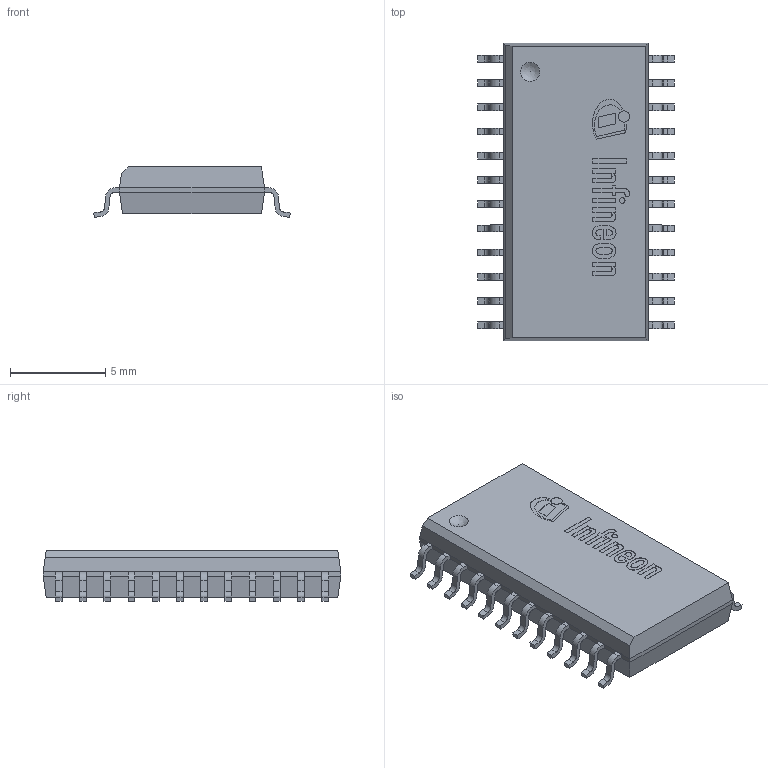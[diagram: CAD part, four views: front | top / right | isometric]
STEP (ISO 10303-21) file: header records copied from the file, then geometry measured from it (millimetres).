
FILE_DESCRIPTION(/* description */ (''),/* implementation_level */ '2;1');
FILE_NAME(/* name */ '1.stp',/* time_stamp */ '2024-05-10T10:21:30+05:30',/* author */ ('sivamani'),/* organization */ (''),/* preprocessor_version */ 'ST-DEVELOPER v19.2',/* originating_system */ 'AutoCAD Mechanical',/* authorisation */ '');
FILE_SCHEMA (('AUTOMOTIVE_DESIGN { 1 0 10303 214 3 1 1 }'));
Length unit declared in the file: millimetre
Products named in the file (1): Product
Bounding box: 10.3 x 15.6 x 2.66 mm (x, y, z)
Volume: 284.9 mm3; surface area: 889.3 mm2
Topology: 40 solids, 40 shells, 479 faces, 1188 edges, 791 vertices
Faces by surface type: plane 352, cylinder 104, bspline 19, torus 2, sphere 2
Full cylindrical faces by diameter (mm): 0.293 x1, 0.603 x1, 1 x2, 1.5 x1, 2.4 x1
Entity records: 14389 total; most frequent: CARTESIAN_POINT 2854, ORIENTED_EDGE 2374, DIRECTION 2286, EDGE_CURVE 1187, LINE 938, VECTOR 938, VERTEX_POINT 791, AXIS2_PLACEMENT_3D 674
